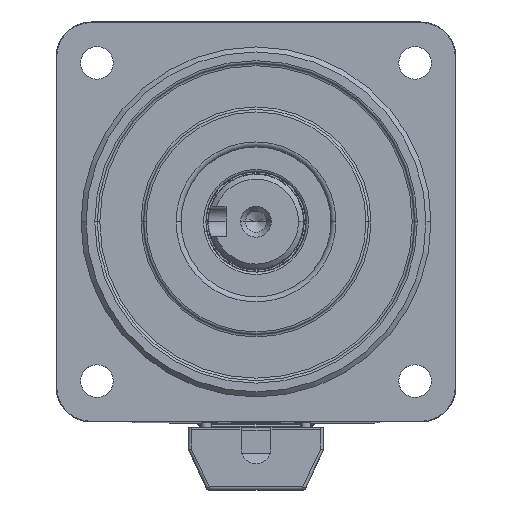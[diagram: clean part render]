
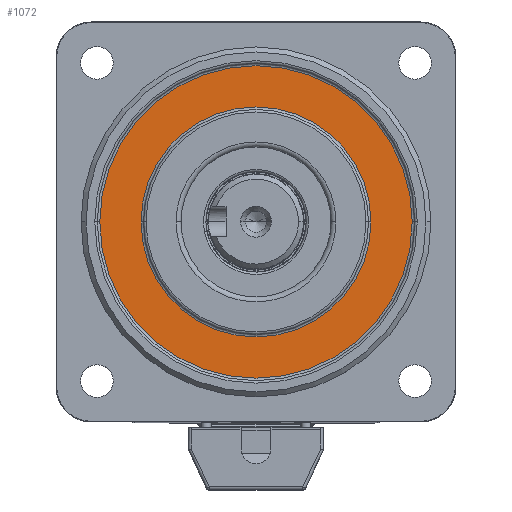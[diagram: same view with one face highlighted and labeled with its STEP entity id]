
A CAD part, top view. The second image highlights one B-rep face of the part: STEP entity #1072.
In plain terms, the highlighted planar face has unit normal (0, 0, 1).
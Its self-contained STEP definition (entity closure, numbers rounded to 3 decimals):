
#495 = AXIS2_PLACEMENT_3D ( 'NONE', #20799, #11142, #13045 ) ;
#623 = EDGE_CURVE ( 'NONE', #21194, #1389, #6518, .T. ) ;
#1072 = ADVANCED_FACE ( 'NONE', ( #22046, #6797 ), #4621, .T. ) ;
#1179 = DIRECTION ( 'NONE',  ( 0., 0., 1. ) ) ;
#1389 = VERTEX_POINT ( 'NONE', #2018 ) ;
#1765 = EDGE_CURVE ( 'NONE', #3837, #10137, #10735, .T. ) ;
#1924 = AXIS2_PLACEMENT_3D ( 'NONE', #13053, #1179, #7214 ) ;
#2018 = CARTESIAN_POINT ( 'NONE',  ( -59.043, 9.364, 21.25 ) ) ;
#2999 = DIRECTION ( 'NONE',  ( 0., 0., 1. ) ) ;
#3238 = DIRECTION ( 'NONE',  ( 1., 0., 0. ) ) ;
#3837 = VERTEX_POINT ( 'NONE', #6647 ) ;
#4367 = EDGE_CURVE ( 'NONE', #1389, #21194, #18377, .T. ) ;
#4621 = PLANE ( 'NONE',  #23827 ) ;
#6518 = CIRCLE ( 'NONE', #1924, 31.25 ) ;
#6647 = CARTESIAN_POINT ( 'NONE',  ( -4.793, 9.364, 21.25 ) ) ;
#6649 = DIRECTION ( 'NONE',  ( 0., 0., -1. ) ) ;
#6797 = FACE_BOUND ( 'NONE', #23656, .T. ) ;
#7214 = DIRECTION ( 'NONE',  ( 1., 0., 0. ) ) ;
#9213 = DIRECTION ( 'NONE',  ( 1., 0., 0. ) ) ;
#10137 = VERTEX_POINT ( 'NONE', #19839 ) ;
#10716 = CIRCLE ( 'NONE', #10979, 23. ) ;
#10735 = CIRCLE ( 'NONE', #495, 23. ) ;
#10979 = AXIS2_PLACEMENT_3D ( 'NONE', #16293, #6649, #16477 ) ;
#11142 = DIRECTION ( 'NONE',  ( 0., 0., -1. ) ) ;
#11429 = ORIENTED_EDGE ( 'NONE', *, *, #4367, .T. ) ;
#13045 = DIRECTION ( 'NONE',  ( 1., 0., 0. ) ) ;
#13053 = CARTESIAN_POINT ( 'NONE',  ( -27.793, 9.364, 21.25 ) ) ;
#13532 = ORIENTED_EDGE ( 'NONE', *, *, #623, .T. ) ;
#13549 = EDGE_LOOP ( 'NONE', ( #13532, #11429 ) ) ;
#15373 = ORIENTED_EDGE ( 'NONE', *, *, #23543, .T. ) ;
#16293 = CARTESIAN_POINT ( 'NONE',  ( -27.793, 9.364, 21.25 ) ) ;
#16477 = DIRECTION ( 'NONE',  ( 1., 0., 0. ) ) ;
#17047 = DIRECTION ( 'NONE',  ( 0., 0., 1. ) ) ;
#18377 = CIRCLE ( 'NONE', #21985, 31.25 ) ;
#19022 = CARTESIAN_POINT ( 'NONE',  ( -27.793, 9.364, 21.25 ) ) ;
#19839 = CARTESIAN_POINT ( 'NONE',  ( -50.793, 9.364, 21.25 ) ) ;
#20799 = CARTESIAN_POINT ( 'NONE',  ( -27.793, 9.364, 21.25 ) ) ;
#20915 = CARTESIAN_POINT ( 'NONE',  ( -27.793, 9.364, 21.25 ) ) ;
#21194 = VERTEX_POINT ( 'NONE', #24046 ) ;
#21985 = AXIS2_PLACEMENT_3D ( 'NONE', #19022, #17047, #9213 ) ;
#22046 = FACE_OUTER_BOUND ( 'NONE', #13549, .T. ) ;
#23543 = EDGE_CURVE ( 'NONE', #10137, #3837, #10716, .T. ) ;
#23656 = EDGE_LOOP ( 'NONE', ( #24311, #15373 ) ) ;
#23827 = AXIS2_PLACEMENT_3D ( 'NONE', #20915, #2999, #3238 ) ;
#24046 = CARTESIAN_POINT ( 'NONE',  ( 3.457, 9.364, 21.25 ) ) ;
#24311 = ORIENTED_EDGE ( 'NONE', *, *, #1765, .T. ) ;
